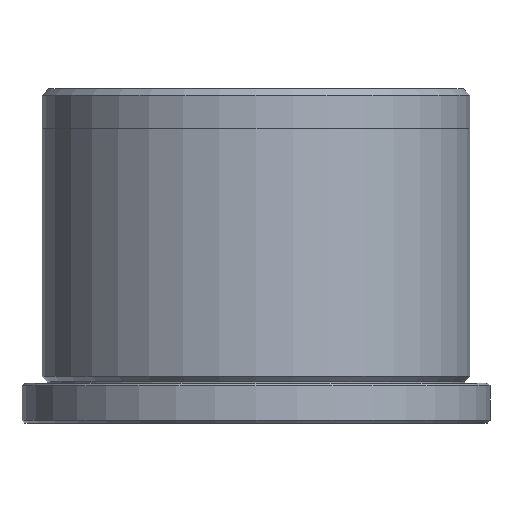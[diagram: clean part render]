
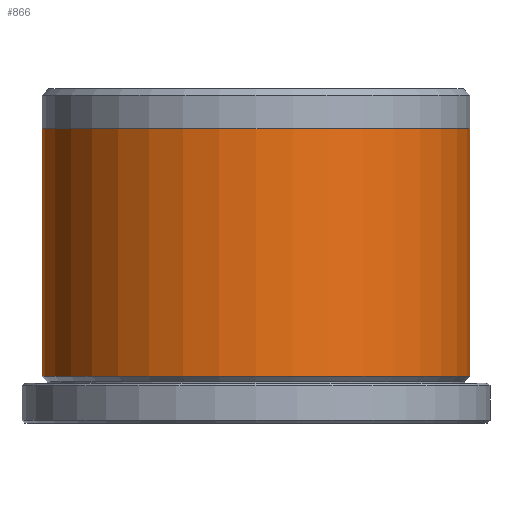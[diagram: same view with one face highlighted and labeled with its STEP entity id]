
A CAD part, front view. The second image highlights one B-rep face of the part: STEP entity #866.
In plain terms, the highlighted cylindrical face has radius 16 mm (diameter 32 mm), a partial arc.
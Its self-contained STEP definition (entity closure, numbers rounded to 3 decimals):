
#35 = EDGE_CURVE ( 'NONE', #1069, #1374, #699, .T. ) ;
#70 = EDGE_CURVE ( 'NONE', #1567, #429, #263, .T. ) ;
#71 = EDGE_LOOP ( 'NONE', ( #439, #456, #1663, #1500 ) ) ;
#78 = DIRECTION ( 'NONE',  ( 0., 0., -1. ) ) ;
#113 = EDGE_CURVE ( 'NONE', #1567, #1069, #597, .T. ) ;
#135 = EDGE_CURVE ( 'NONE', #1374, #429, #1702, .T. ) ;
#263 = LINE ( 'NONE', #640, #1735 ) ;
#429 = VERTEX_POINT ( 'NONE', #1353 ) ;
#439 = ORIENTED_EDGE ( 'NONE', *, *, #35, .F. ) ;
#456 = ORIENTED_EDGE ( 'NONE', *, *, #113, .F. ) ;
#506 = DIRECTION ( 'NONE',  ( 0., 0., 1. ) ) ;
#597 = CIRCLE ( 'NONE', #1157, 16. ) ;
#602 = CYLINDRICAL_SURFACE ( 'NONE', #1149, 16. ) ;
#640 = CARTESIAN_POINT ( 'NONE',  ( -16., 0., 25. ) ) ;
#699 = LINE ( 'NONE', #1204, #1451 ) ;
#777 = DIRECTION ( 'NONE',  ( 0., 0., -1. ) ) ;
#783 = DIRECTION ( 'NONE',  ( 0., 0., -1. ) ) ;
#866 = ADVANCED_FACE ( 'NONE', ( #1037 ), #602, .T. ) ;
#936 = CARTESIAN_POINT ( 'NONE',  ( 0., 0., 3.5 ) ) ;
#967 = CARTESIAN_POINT ( 'NONE',  ( 16., 0., 3.5 ) ) ;
#1015 = CARTESIAN_POINT ( 'NONE',  ( 0., 0., 25. ) ) ;
#1037 = FACE_OUTER_BOUND ( 'NONE', #71, .T. ) ;
#1069 = VERTEX_POINT ( 'NONE', #1246 ) ;
#1081 = DIRECTION ( 'NONE',  ( -1., 0., 0. ) ) ;
#1149 = AXIS2_PLACEMENT_3D ( 'NONE', #1015, #1716, #1160 ) ;
#1157 = AXIS2_PLACEMENT_3D ( 'NONE', #1379, #506, #1516 ) ;
#1160 = DIRECTION ( 'NONE',  ( -1., 0., 0. ) ) ;
#1204 = CARTESIAN_POINT ( 'NONE',  ( 16., 0., 25. ) ) ;
#1246 = CARTESIAN_POINT ( 'NONE',  ( 16., 0., 22. ) ) ;
#1339 = AXIS2_PLACEMENT_3D ( 'NONE', #936, #78, #1081 ) ;
#1353 = CARTESIAN_POINT ( 'NONE',  ( -16., 0., 3.5 ) ) ;
#1366 = CARTESIAN_POINT ( 'NONE',  ( -16., 0., 22. ) ) ;
#1374 = VERTEX_POINT ( 'NONE', #967 ) ;
#1379 = CARTESIAN_POINT ( 'NONE',  ( 0., 0., 22. ) ) ;
#1451 = VECTOR ( 'NONE', #777, 1000. ) ;
#1500 = ORIENTED_EDGE ( 'NONE', *, *, #135, .F. ) ;
#1516 = DIRECTION ( 'NONE',  ( 1., 0., 0. ) ) ;
#1567 = VERTEX_POINT ( 'NONE', #1366 ) ;
#1663 = ORIENTED_EDGE ( 'NONE', *, *, #70, .T. ) ;
#1702 = CIRCLE ( 'NONE', #1339, 16. ) ;
#1716 = DIRECTION ( 'NONE',  ( 0., 0., -1. ) ) ;
#1735 = VECTOR ( 'NONE', #783, 1000. ) ;
